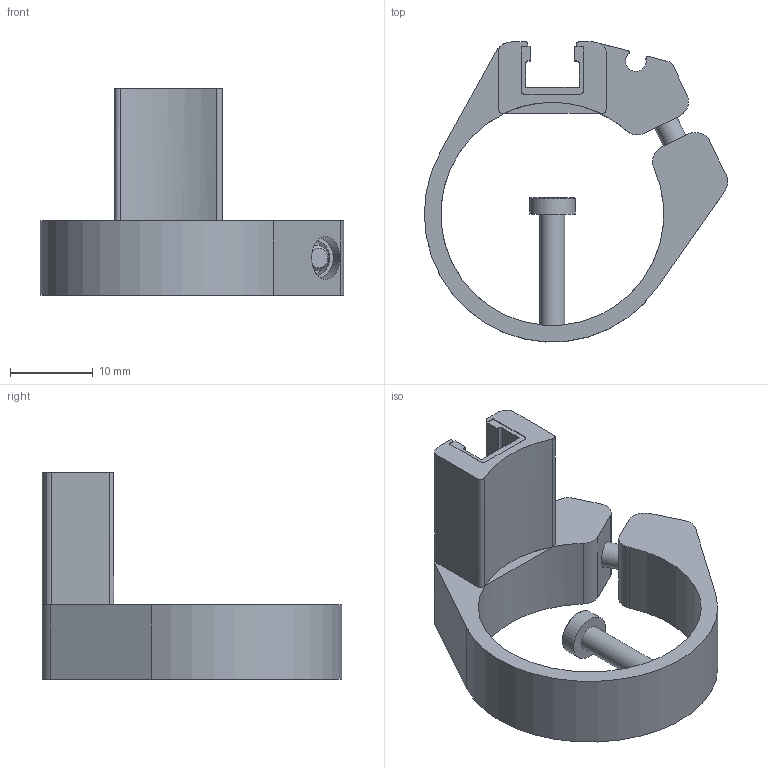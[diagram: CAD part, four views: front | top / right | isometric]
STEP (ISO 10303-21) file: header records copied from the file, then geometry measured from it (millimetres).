
FILE_DESCRIPTION( ( 'STEP AP204' ), '1' );
FILE_NAME( 'E11960_204.stp', ' ', ( ' ' ), ( ' ' ), 'PSStep 15.0.47', 'PARTsolutions', ' ' );
FILE_SCHEMA( ( 'CONFIG_CONTROL_DESIGN' ) );
Length unit declared in the file: millimetre
Products named in the file (5): E11960_part1; E11960_part2; E11960
Bounding box: 36.73 x 36.28 x 25 mm (x, y, z)
Volume: 12473.5 mm3; surface area: 12399.2 mm2
Topology: 4 solids, 6 shells, 258 faces, 662 edges, 426 vertices
Faces by surface type: plane 136, cylinder 88, cone 32, torus 2
Full cylindrical faces by diameter (mm): 2.459 x2, 3 x2, 3.198 x6, 4.298 x2, 5.198 x2, 5.5 x2, 6.196 x2
Entity records: 4052 total; most frequent: CARTESIAN_POINT 808, DIRECTION 652, ORIENTED_EDGE 630, EDGE_CURVE 315, AXIS2_PLACEMENT_3D 235, VERTEX_POINT 211, LINE 182, VECTOR 182
